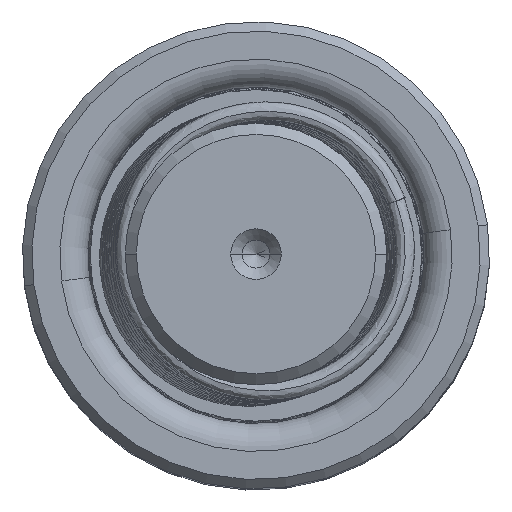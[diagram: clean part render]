
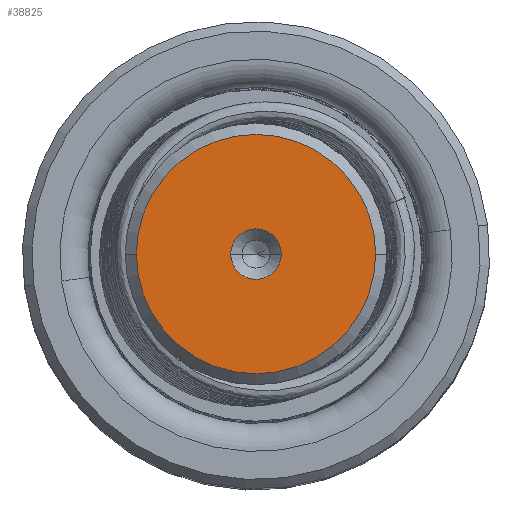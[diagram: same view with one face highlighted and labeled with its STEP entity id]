
A CAD part, top view. The second image highlights one B-rep face of the part: STEP entity #38825.
In plain terms, the highlighted planar face has unit normal (0, 0, 1).
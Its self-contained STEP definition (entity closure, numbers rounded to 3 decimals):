
#80 = CARTESIAN_POINT ( 'NONE',  ( 0., 0., 160. ) ) ;
#652 = CARTESIAN_POINT ( 'NONE',  ( -12.812, 0., 160. ) ) ;
#1583 = VERTEX_POINT ( 'NONE', #32188 ) ;
#3241 = CARTESIAN_POINT ( 'NONE',  ( 12.812, 0., 160. ) ) ;
#4800 = AXIS2_PLACEMENT_3D ( 'NONE', #52778, #48288, #52988 ) ;
#10180 = CIRCLE ( 'NONE', #20094, 2.7 ) ;
#12102 = ORIENTED_EDGE ( 'NONE', *, *, #49670, .T. ) ;
#12728 = EDGE_CURVE ( 'NONE', #47347, #50856, #44248, .T. ) ;
#13320 = DIRECTION ( 'NONE',  ( 0., 0., 1. ) ) ;
#15149 = DIRECTION ( 'NONE',  ( 1., 0., 0. ) ) ;
#17358 = EDGE_LOOP ( 'NONE', ( #19110, #21483 ) ) ;
#18400 = AXIS2_PLACEMENT_3D ( 'NONE', #32201, #13320, #46620 ) ;
#18452 = PLANE ( 'NONE',  #18400 ) ;
#19110 = ORIENTED_EDGE ( 'NONE', *, *, #48038, .F. ) ;
#19269 = FACE_BOUND ( 'NONE', #17358, .T. ) ;
#19378 = CIRCLE ( 'NONE', #52734, 12.812 ) ;
#19777 = ORIENTED_EDGE ( 'NONE', *, *, #12728, .T. ) ;
#20094 = AXIS2_PLACEMENT_3D ( 'NONE', #80, #55905, #47074 ) ;
#21483 = ORIENTED_EDGE ( 'NONE', *, *, #45612, .F. ) ;
#29539 = EDGE_LOOP ( 'NONE', ( #12102, #19777 ) ) ;
#30070 = CIRCLE ( 'NONE', #50799, 2.7 ) ;
#31764 = CARTESIAN_POINT ( 'NONE',  ( 0., 0., 160. ) ) ;
#32188 = CARTESIAN_POINT ( 'NONE',  ( -2.7, 0., 160. ) ) ;
#32201 = CARTESIAN_POINT ( 'NONE',  ( 0., 0., 160. ) ) ;
#32534 = FACE_OUTER_BOUND ( 'NONE', #29539, .T. ) ;
#33604 = DIRECTION ( 'NONE',  ( 0., 0., 1. ) ) ;
#36663 = DIRECTION ( 'NONE',  ( 0., 0., 1. ) ) ;
#36872 = DIRECTION ( 'NONE',  ( 1., 0., 0. ) ) ;
#38825 = ADVANCED_FACE ( 'NONE', ( #19269, #32534 ), #18452, .T. ) ;
#43328 = CARTESIAN_POINT ( 'NONE',  ( 2.7, 0., 160. ) ) ;
#44248 = CIRCLE ( 'NONE', #4800, 12.812 ) ;
#45612 = EDGE_CURVE ( 'NONE', #1583, #60478, #30070, .T. ) ;
#46620 = DIRECTION ( 'NONE',  ( 1., 0., 0. ) ) ;
#47074 = DIRECTION ( 'NONE',  ( 1., 0., 0. ) ) ;
#47347 = VERTEX_POINT ( 'NONE', #3241 ) ;
#48038 = EDGE_CURVE ( 'NONE', #60478, #1583, #10180, .T. ) ;
#48288 = DIRECTION ( 'NONE',  ( 0., 0., 1. ) ) ;
#49670 = EDGE_CURVE ( 'NONE', #50856, #47347, #19378, .T. ) ;
#50799 = AXIS2_PLACEMENT_3D ( 'NONE', #31764, #36663, #36872 ) ;
#50856 = VERTEX_POINT ( 'NONE', #652 ) ;
#52303 = CARTESIAN_POINT ( 'NONE',  ( 0., 0., 160. ) ) ;
#52734 = AXIS2_PLACEMENT_3D ( 'NONE', #52303, #33604, #15149 ) ;
#52778 = CARTESIAN_POINT ( 'NONE',  ( 0., 0., 160. ) ) ;
#52988 = DIRECTION ( 'NONE',  ( 1., 0., 0. ) ) ;
#55905 = DIRECTION ( 'NONE',  ( 0., 0., 1. ) ) ;
#60478 = VERTEX_POINT ( 'NONE', #43328 ) ;
